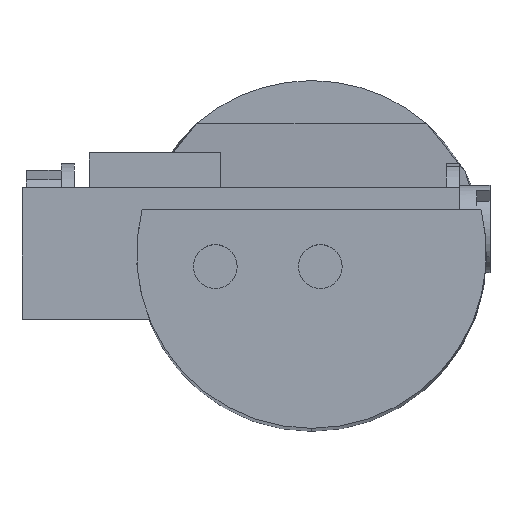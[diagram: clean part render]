
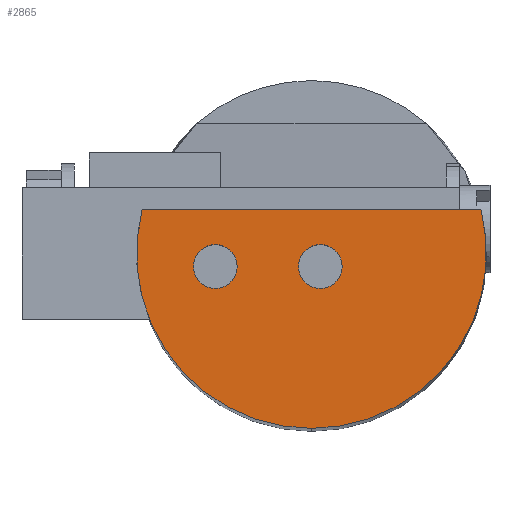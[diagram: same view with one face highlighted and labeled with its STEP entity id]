
A CAD part, top view. The second image highlights one B-rep face of the part: STEP entity #2865.
In plain terms, the highlighted face is planar.
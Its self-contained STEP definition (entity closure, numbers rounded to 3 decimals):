
#28 = DIRECTION ( 'NONE',  ( -1., 0., 0. ) ) ;
#50 = CIRCLE ( 'NONE', #2610, 0.5 ) ;
#95 = CARTESIAN_POINT ( 'NONE',  ( 0., 0., 0. ) ) ;
#154 = CIRCLE ( 'NONE', #1483, 4. ) ;
#172 = CIRCLE ( 'NONE', #2966, 0.5 ) ;
#284 = AXIS2_PLACEMENT_3D ( 'NONE', #1731, #28, #1476 ) ;
#387 = DIRECTION ( 'NONE',  ( -1., 0., 0. ) ) ;
#435 = EDGE_LOOP ( 'NONE', ( #2495, #950, #894 ) ) ;
#451 = VERTEX_POINT ( 'NONE', #2644 ) ;
#502 = ORIENTED_EDGE ( 'NONE', *, *, #1203, .F. ) ;
#554 = VERTEX_POINT ( 'NONE', #762 ) ;
#563 = CARTESIAN_POINT ( 'NONE',  ( 0., -2.2, 0.3 ) ) ;
#579 = FACE_OUTER_BOUND ( 'NONE', #435, .T. ) ;
#741 = VERTEX_POINT ( 'NONE', #815 ) ;
#747 = CIRCLE ( 'NONE', #284, 0.5 ) ;
#762 = CARTESIAN_POINT ( 'NONE',  ( 0., 0.2, -0.2 ) ) ;
#769 = DIRECTION ( 'NONE',  ( -1., 0., 0. ) ) ;
#815 = CARTESIAN_POINT ( 'NONE',  ( 0., 0.2, 0.8 ) ) ;
#840 = VERTEX_POINT ( 'NONE', #3137 ) ;
#857 = CIRCLE ( 'NONE', #1095, 0.5 ) ;
#894 = ORIENTED_EDGE ( 'NONE', *, *, #2074, .F. ) ;
#930 = VERTEX_POINT ( 'NONE', #1069 ) ;
#950 = ORIENTED_EDGE ( 'NONE', *, *, #3018, .F. ) ;
#1069 = CARTESIAN_POINT ( 'NONE',  ( 0., -2.2, 0.8 ) ) ;
#1072 = FACE_BOUND ( 'NONE', #2038, .T. ) ;
#1095 = AXIS2_PLACEMENT_3D ( 'NONE', #3114, #387, #1142 ) ;
#1142 = DIRECTION ( 'NONE',  ( 0., 0., 1. ) ) ;
#1190 = CARTESIAN_POINT ( 'NONE',  ( 0., 0., 0. ) ) ;
#1203 = EDGE_CURVE ( 'NONE', #554, #741, #857, .T. ) ;
#1268 = DIRECTION ( 'NONE',  ( -1., 0., 0. ) ) ;
#1446 = EDGE_CURVE ( 'NONE', #741, #554, #747, .T. ) ;
#1476 = DIRECTION ( 'NONE',  ( 0., 0., 1. ) ) ;
#1483 = AXIS2_PLACEMENT_3D ( 'NONE', #2583, #2068, #2838 ) ;
#1530 = PLANE ( 'NONE',  #2908 ) ;
#1581 = CARTESIAN_POINT ( 'NONE',  ( 0., 4.58, -1. ) ) ;
#1584 = EDGE_CURVE ( 'NONE', #930, #2116, #172, .T. ) ;
#1722 = EDGE_CURVE ( 'NONE', #2116, #930, #50, .T. ) ;
#1731 = CARTESIAN_POINT ( 'NONE',  ( 0., 0.2, 0.3 ) ) ;
#1768 = CIRCLE ( 'NONE', #2019, 4. ) ;
#1782 = DIRECTION ( 'NONE',  ( 0., 0., -1. ) ) ;
#1873 = FACE_BOUND ( 'NONE', #2004, .T. ) ;
#2004 = EDGE_LOOP ( 'NONE', ( #2120, #2722 ) ) ;
#2019 = AXIS2_PLACEMENT_3D ( 'NONE', #1190, #3167, #2170 ) ;
#2029 = DIRECTION ( 'NONE',  ( 0., 0., 1. ) ) ;
#2038 = EDGE_LOOP ( 'NONE', ( #2866, #502 ) ) ;
#2068 = DIRECTION ( 'NONE',  ( 1., 0., 0. ) ) ;
#2074 = EDGE_CURVE ( 'NONE', #451, #840, #1768, .T. ) ;
#2116 = VERTEX_POINT ( 'NONE', #2697 ) ;
#2120 = ORIENTED_EDGE ( 'NONE', *, *, #1584, .F. ) ;
#2170 = DIRECTION ( 'NONE',  ( 0., 0., -1. ) ) ;
#2179 = LINE ( 'NONE', #1581, #2472 ) ;
#2234 = CARTESIAN_POINT ( 'NONE',  ( 0., -2.2, 0.3 ) ) ;
#2261 = DIRECTION ( 'NONE',  ( 1., 0., 0. ) ) ;
#2472 = VECTOR ( 'NONE', #2605, 1000. ) ;
#2495 = ORIENTED_EDGE ( 'NONE', *, *, #3009, .F. ) ;
#2583 = CARTESIAN_POINT ( 'NONE',  ( 0., 0., 0. ) ) ;
#2605 = DIRECTION ( 'NONE',  ( 0., 1., 0. ) ) ;
#2610 = AXIS2_PLACEMENT_3D ( 'NONE', #2234, #769, #3014 ) ;
#2644 = CARTESIAN_POINT ( 'NONE',  ( 0., 0., 4. ) ) ;
#2697 = CARTESIAN_POINT ( 'NONE',  ( 0., -2.2, -0.2 ) ) ;
#2722 = ORIENTED_EDGE ( 'NONE', *, *, #1722, .F. ) ;
#2826 = CARTESIAN_POINT ( 'NONE',  ( 0., 3.873, -1. ) ) ;
#2838 = DIRECTION ( 'NONE',  ( 0., 0., -1. ) ) ;
#2865 = ADVANCED_FACE ( 'NONE', ( #1072, #1873, #579 ), #1530, .F. ) ;
#2866 = ORIENTED_EDGE ( 'NONE', *, *, #1446, .F. ) ;
#2908 = AXIS2_PLACEMENT_3D ( 'NONE', #95, #2261, #1782 ) ;
#2966 = AXIS2_PLACEMENT_3D ( 'NONE', #563, #1268, #2029 ) ;
#3009 = EDGE_CURVE ( 'NONE', #3099, #451, #154, .T. ) ;
#3014 = DIRECTION ( 'NONE',  ( 0., 0., 1. ) ) ;
#3018 = EDGE_CURVE ( 'NONE', #840, #3099, #2179, .T. ) ;
#3099 = VERTEX_POINT ( 'NONE', #2826 ) ;
#3114 = CARTESIAN_POINT ( 'NONE',  ( 0., 0.2, 0.3 ) ) ;
#3137 = CARTESIAN_POINT ( 'NONE',  ( 0., -3.873, -1. ) ) ;
#3167 = DIRECTION ( 'NONE',  ( 1., 0., 0. ) ) ;
